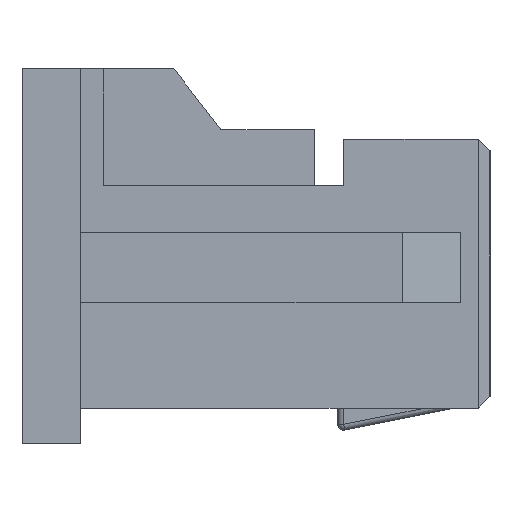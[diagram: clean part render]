
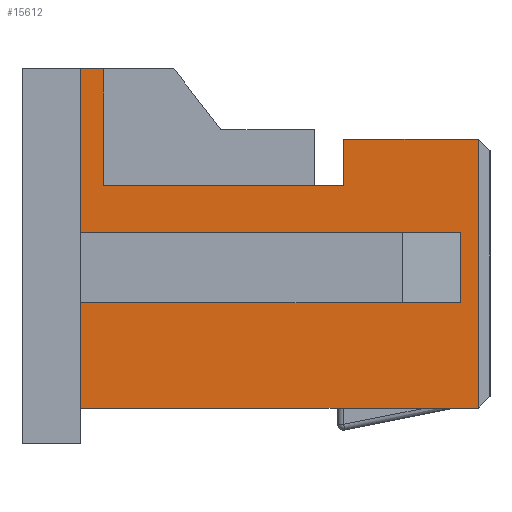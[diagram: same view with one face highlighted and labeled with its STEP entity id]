
A CAD part, left-side view. The second image highlights one B-rep face of the part: STEP entity #15612.
In plain terms, the highlighted planar face has unit normal (-1, 0, 0).
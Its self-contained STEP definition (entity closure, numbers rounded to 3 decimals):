
#169 = DIRECTION ( 'NONE',  ( 0., 1., 0. ) ) ;
#262 = LINE ( 'NONE', #13285, #1411 ) ;
#272 = CARTESIAN_POINT ( 'NONE',  ( -4.565, 0.1, -1.3 ) ) ;
#503 = DIRECTION ( 'NONE',  ( 0., 0., 1. ) ) ;
#524 = EDGE_CURVE ( 'NONE', #8874, #11332, #8168, .T. ) ;
#687 = DIRECTION ( 'NONE',  ( 0., 0., 1. ) ) ;
#951 = CARTESIAN_POINT ( 'NONE',  ( -4.565, 1.25, 0.6 ) ) ;
#1019 = LINE ( 'NONE', #6076, #14190 ) ;
#1148 = CARTESIAN_POINT ( 'NONE',  ( -4.565, 0.25, -0.4 ) ) ;
#1309 = VECTOR ( 'NONE', #1491, 1000. ) ;
#1411 = VECTOR ( 'NONE', #14831, 1000. ) ;
#1491 = DIRECTION ( 'NONE',  ( 0., 1., 0. ) ) ;
#1649 = VERTEX_POINT ( 'NONE', #8733 ) ;
#1778 = ORIENTED_EDGE ( 'NONE', *, *, #9825, .F. ) ;
#2305 = DIRECTION ( 'NONE',  ( 0., 0., 1. ) ) ;
#2455 = EDGE_CURVE ( 'NONE', #12022, #6390, #10752, .T. ) ;
#2660 = PLANE ( 'NONE',  #8391 ) ;
#2703 = LINE ( 'NONE', #7914, #9497 ) ;
#2787 = VECTOR ( 'NONE', #13407, 1000. ) ;
#2828 = ORIENTED_EDGE ( 'NONE', *, *, #524, .F. ) ;
#2949 = LINE ( 'NONE', #6795, #1309 ) ;
#2975 = CARTESIAN_POINT ( 'NONE',  ( -4.565, 0.25, 0.2 ) ) ;
#3014 = LINE ( 'NONE', #11142, #5128 ) ;
#3028 = VERTEX_POINT ( 'NONE', #6604 ) ;
#3223 = CARTESIAN_POINT ( 'NONE',  ( -4.565, 3.5, 1.6 ) ) ;
#3458 = EDGE_CURVE ( 'NONE', #3736, #9041, #1019, .T. ) ;
#3493 = CARTESIAN_POINT ( 'NONE',  ( -4.565, 1.25, 1. ) ) ;
#3736 = VERTEX_POINT ( 'NONE', #272 ) ;
#3814 = ORIENTED_EDGE ( 'NONE', *, *, #11089, .T. ) ;
#3834 = ORIENTED_EDGE ( 'NONE', *, *, #16583, .T. ) ;
#5128 = VECTOR ( 'NONE', #16400, 1000. ) ;
#5801 = CARTESIAN_POINT ( 'NONE',  ( -4.565, 0.25, -0.4 ) ) ;
#5921 = EDGE_CURVE ( 'NONE', #6390, #14830, #15917, .T. ) ;
#6076 = CARTESIAN_POINT ( 'NONE',  ( -4.565, 0.1, -1.3 ) ) ;
#6095 = VECTOR ( 'NONE', #8697, 1000. ) ;
#6390 = VERTEX_POINT ( 'NONE', #2975 ) ;
#6557 = CARTESIAN_POINT ( 'NONE',  ( -4.565, 3.5, 0.2 ) ) ;
#6604 = CARTESIAN_POINT ( 'NONE',  ( -4.565, 1.25, 1. ) ) ;
#6795 = CARTESIAN_POINT ( 'NONE',  ( -4.565, 0.1, -1.3 ) ) ;
#6878 = ORIENTED_EDGE ( 'NONE', *, *, #16495, .F. ) ;
#7066 = CARTESIAN_POINT ( 'NONE',  ( -4.565, 0.1, 1. ) ) ;
#7233 = CARTESIAN_POINT ( 'NONE',  ( -4.565, 0.1, 1. ) ) ;
#7619 = DIRECTION ( 'NONE',  ( 1., 0., 0. ) ) ;
#7634 = DIRECTION ( 'NONE',  ( 0., 1., 0. ) ) ;
#7914 = CARTESIAN_POINT ( 'NONE',  ( -4.565, 1.25, 0.6 ) ) ;
#8097 = VERTEX_POINT ( 'NONE', #951 ) ;
#8168 = LINE ( 'NONE', #3223, #10969 ) ;
#8202 = ORIENTED_EDGE ( 'NONE', *, *, #13909, .T. ) ;
#8391 = AXIS2_PLACEMENT_3D ( 'NONE', #15609, #7619, #169 ) ;
#8427 = DIRECTION ( 'NONE',  ( 0., -1., 0. ) ) ;
#8697 = DIRECTION ( 'NONE',  ( 0., 0., -1. ) ) ;
#8733 = CARTESIAN_POINT ( 'NONE',  ( -4.565, 3.3, 0.6 ) ) ;
#8802 = ORIENTED_EDGE ( 'NONE', *, *, #9284, .T. ) ;
#8874 = VERTEX_POINT ( 'NONE', #14956 ) ;
#9041 = VERTEX_POINT ( 'NONE', #7233 ) ;
#9284 = EDGE_CURVE ( 'NONE', #1649, #11332, #3014, .T. ) ;
#9497 = VECTOR ( 'NONE', #13152, 1000. ) ;
#9598 = ORIENTED_EDGE ( 'NONE', *, *, #3458, .T. ) ;
#9825 = EDGE_CURVE ( 'NONE', #10063, #16594, #16289, .T. ) ;
#9899 = LINE ( 'NONE', #3493, #6095 ) ;
#10063 = VERTEX_POINT ( 'NONE', #10580 ) ;
#10580 = CARTESIAN_POINT ( 'NONE',  ( -4.565, 3.5, -1.3 ) ) ;
#10752 = LINE ( 'NONE', #5801, #11637 ) ;
#10969 = VECTOR ( 'NONE', #8427, 1000. ) ;
#11089 = EDGE_CURVE ( 'NONE', #9041, #3028, #12398, .T. ) ;
#11142 = CARTESIAN_POINT ( 'NONE',  ( -4.565, 3.3, 0.6 ) ) ;
#11332 = VERTEX_POINT ( 'NONE', #13305 ) ;
#11470 = EDGE_LOOP ( 'NONE', ( #15999, #1778, #6878, #9598, #3814, #8202, #3834, #8802, #2828, #14721, #15386, #15475 ) ) ;
#11637 = VECTOR ( 'NONE', #503, 1000. ) ;
#11892 = FACE_OUTER_BOUND ( 'NONE', #11470, .T. ) ;
#12022 = VERTEX_POINT ( 'NONE', #1148 ) ;
#12398 = LINE ( 'NONE', #7066, #2787 ) ;
#12525 = VECTOR ( 'NONE', #687, 1000. ) ;
#12924 = EDGE_CURVE ( 'NONE', #14830, #8874, #262, .T. ) ;
#13152 = DIRECTION ( 'NONE',  ( 0., 1., 0. ) ) ;
#13285 = CARTESIAN_POINT ( 'NONE',  ( -4.565, 3.5, 0.2 ) ) ;
#13301 = EDGE_CURVE ( 'NONE', #12022, #16594, #14074, .T. ) ;
#13305 = CARTESIAN_POINT ( 'NONE',  ( -4.565, 3.3, 1.6 ) ) ;
#13407 = DIRECTION ( 'NONE',  ( 0., 1., 0. ) ) ;
#13463 = VECTOR ( 'NONE', #7634, 1000. ) ;
#13709 = CARTESIAN_POINT ( 'NONE',  ( -4.565, 3.5, -1.3 ) ) ;
#13909 = EDGE_CURVE ( 'NONE', #3028, #8097, #9899, .T. ) ;
#13915 = DIRECTION ( 'NONE',  ( 0., 1., 0. ) ) ;
#13985 = CARTESIAN_POINT ( 'NONE',  ( -4.565, 0.25, -0.4 ) ) ;
#14074 = LINE ( 'NONE', #13985, #13463 ) ;
#14190 = VECTOR ( 'NONE', #2305, 1000. ) ;
#14721 = ORIENTED_EDGE ( 'NONE', *, *, #12924, .F. ) ;
#14830 = VERTEX_POINT ( 'NONE', #6557 ) ;
#14831 = DIRECTION ( 'NONE',  ( 0., 0., 1. ) ) ;
#14956 = CARTESIAN_POINT ( 'NONE',  ( -4.565, 3.5, 1.6 ) ) ;
#15123 = CARTESIAN_POINT ( 'NONE',  ( -4.565, 3.5, -0.4 ) ) ;
#15244 = VECTOR ( 'NONE', #13915, 1000. ) ;
#15386 = ORIENTED_EDGE ( 'NONE', *, *, #5921, .F. ) ;
#15475 = ORIENTED_EDGE ( 'NONE', *, *, #2455, .F. ) ;
#15609 = CARTESIAN_POINT ( 'NONE',  ( -4.565, 0., 0.2 ) ) ;
#15612 = ADVANCED_FACE ( 'NONE', ( #11892 ), #2660, .F. ) ;
#15917 = LINE ( 'NONE', #16266, #15244 ) ;
#15999 = ORIENTED_EDGE ( 'NONE', *, *, #13301, .T. ) ;
#16266 = CARTESIAN_POINT ( 'NONE',  ( -4.565, 0.25, 0.2 ) ) ;
#16289 = LINE ( 'NONE', #13709, #12525 ) ;
#16400 = DIRECTION ( 'NONE',  ( 0., 0., 1. ) ) ;
#16495 = EDGE_CURVE ( 'NONE', #3736, #10063, #2949, .T. ) ;
#16583 = EDGE_CURVE ( 'NONE', #8097, #1649, #2703, .T. ) ;
#16594 = VERTEX_POINT ( 'NONE', #15123 ) ;
